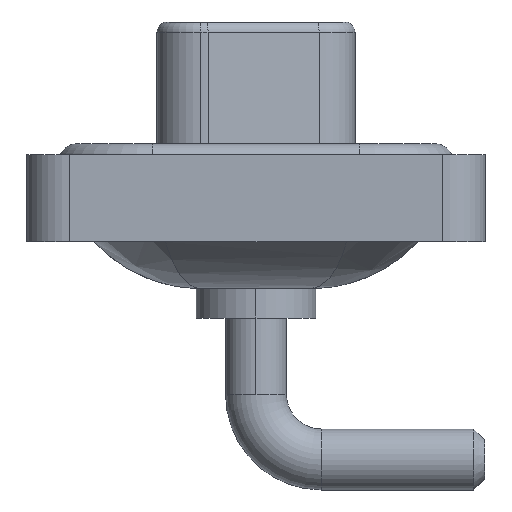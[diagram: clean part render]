
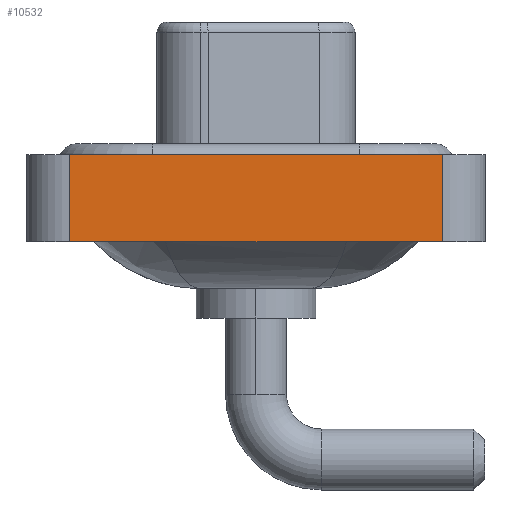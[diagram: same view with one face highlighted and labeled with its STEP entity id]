
A CAD part, left-side view. The second image highlights one B-rep face of the part: STEP entity #10532.
In plain terms, the highlighted planar face has unit normal (-1, 0, 0).
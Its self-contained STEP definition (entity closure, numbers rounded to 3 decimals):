
#102 = ORIENTED_EDGE ( 'NONE', *, *, #3281, .T. ) ;
#104 = DIRECTION ( 'NONE',  ( 0., -1., 0. ) ) ;
#379 = LINE ( 'NONE', #10043, #3493 ) ;
#730 = CARTESIAN_POINT ( 'NONE',  ( -7.25, -8.55, 0.4 ) ) ;
#1257 = EDGE_LOOP ( 'NONE', ( #102, #1319, #1741, #12785 ) ) ;
#1319 = ORIENTED_EDGE ( 'NONE', *, *, #6291, .F. ) ;
#1741 = ORIENTED_EDGE ( 'NONE', *, *, #6940, .F. ) ;
#3032 = DIRECTION ( 'NONE',  ( 0., 0., 1. ) ) ;
#3169 = CARTESIAN_POINT ( 'NONE',  ( -7.25, -8.55, -3.6 ) ) ;
#3281 = EDGE_CURVE ( 'NONE', #11673, #17590, #15523, .T. ) ;
#3493 = VECTOR ( 'NONE', #104, 1000. ) ;
#3815 = CARTESIAN_POINT ( 'NONE',  ( -7.25, -8.55, -3.6 ) ) ;
#4285 = DIRECTION ( 'NONE',  ( -1., 0., 0. ) ) ;
#4319 = CARTESIAN_POINT ( 'NONE',  ( -7.25, -8.55, -3.6 ) ) ;
#5467 = CARTESIAN_POINT ( 'NONE',  ( -7.25, -8.55, -3.6 ) ) ;
#6291 = EDGE_CURVE ( 'NONE', #7487, #17590, #379, .T. ) ;
#6650 = EDGE_CURVE ( 'NONE', #7812, #11673, #11184, .T. ) ;
#6940 = EDGE_CURVE ( 'NONE', #7812, #7487, #17134, .T. ) ;
#7487 = VERTEX_POINT ( 'NONE', #11236 ) ;
#7812 = VERTEX_POINT ( 'NONE', #14101 ) ;
#10043 = CARTESIAN_POINT ( 'NONE',  ( -7.25, -8.55, 0.4 ) ) ;
#10281 = CARTESIAN_POINT ( 'NONE',  ( -7.25, 8.55, -3.6 ) ) ;
#10532 = ADVANCED_FACE ( 'NONE', ( #17833 ), #15400, .T. ) ;
#11184 = LINE ( 'NONE', #4319, #11284 ) ;
#11236 = CARTESIAN_POINT ( 'NONE',  ( -7.25, 8.55, 0.4 ) ) ;
#11284 = VECTOR ( 'NONE', #15158, 1000. ) ;
#11673 = VERTEX_POINT ( 'NONE', #3815 ) ;
#12785 = ORIENTED_EDGE ( 'NONE', *, *, #6650, .T. ) ;
#14101 = CARTESIAN_POINT ( 'NONE',  ( -7.25, 8.55, -3.6 ) ) ;
#14734 = VECTOR ( 'NONE', #15785, 1000. ) ;
#15158 = DIRECTION ( 'NONE',  ( 0., -1., 0. ) ) ;
#15400 = PLANE ( 'NONE',  #17632 ) ;
#15523 = LINE ( 'NONE', #3169, #15768 ) ;
#15768 = VECTOR ( 'NONE', #17053, 1000. ) ;
#15785 = DIRECTION ( 'NONE',  ( 0., 0., 1. ) ) ;
#17053 = DIRECTION ( 'NONE',  ( 0., 0., 1. ) ) ;
#17134 = LINE ( 'NONE', #10281, #14734 ) ;
#17590 = VERTEX_POINT ( 'NONE', #730 ) ;
#17632 = AXIS2_PLACEMENT_3D ( 'NONE', #5467, #4285, #3032 ) ;
#17833 = FACE_OUTER_BOUND ( 'NONE', #1257, .T. ) ;
